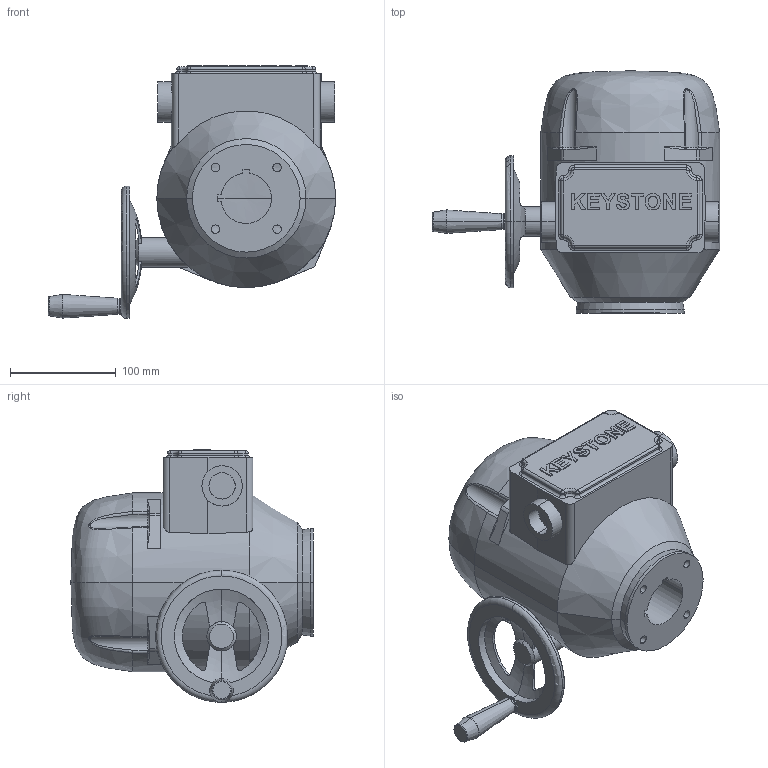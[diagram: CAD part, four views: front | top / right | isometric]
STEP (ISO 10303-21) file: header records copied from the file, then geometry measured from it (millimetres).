
FILE_DESCRIPTION (( 'STEP AP203' ), '1' );
FILE_NAME ('EPI 013.STEP', '2012-08-31T13:24:21', ( 'Tyco' ), ( 'Tyco' ), 'SwSTEP 2.0', 'SolidWorks 2012', '' );
FILE_SCHEMA (( 'CONFIG_CONTROL_DESIGN' ));
Length unit declared in the file: millimetre
Products named in the file (1): EPI 013
Bounding box: 271.78 x 229.11 x 239.01 mm (x, y, z)
Surface area: 212327.1 mm2 (no closed solid volume)
Topology: 0 solids, 3 shells, 302 faces, 823 edges, 522 vertices
Faces by surface type: plane 115, cylinder 82, torus 62, bspline 29, cone 14
Entity records: 13031 total; most frequent: CARTESIAN_POINT 5498, ORIENTED_EDGE 1573, DIRECTION 1525, EDGE_CURVE 821, AXIS2_PLACEMENT_3D 563, VERTEX_POINT 522, LINE 399, VECTOR 399
